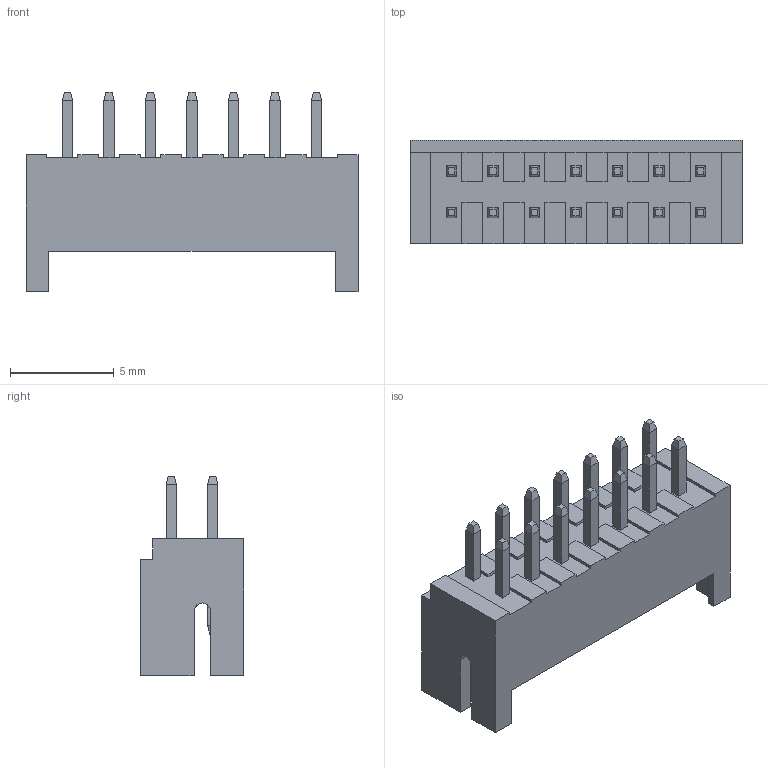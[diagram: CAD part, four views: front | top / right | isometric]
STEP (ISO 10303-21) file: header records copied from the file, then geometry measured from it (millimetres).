
FILE_DESCRIPTION(('OneSpaceDesigner STEP Export'),'2;1');
FILE_NAME('DF11-14DP-2DSA.stp','2007-03-22T 9:42:33',(''),(''),'OneSpace Designer STEP processor (Jan. 2003) for AP214(CD)(Solid Model)','OneSpace Designer 12.00 10-Sep-2003 (C) CoCreate Software GmbH','');
FILE_SCHEMA(('AUTOMOTIVE_DESIGN_CC2 {1 2 10303 214 -1 1 5 1}'));
Length unit declared in the file: millimetre
Products named in the file (2): DF11-14DP-2DSAÈª
Assembly tree (1 placements, depth 2):
  DF11-14DP-2DSAÈª
    DF11-14DP-2DSAÈª
Bounding box: 16 x 5 x 9.6 mm (x, y, z)
Volume: 200.2 mm3; surface area: 685.4 mm2
Topology: 1 solids, 1 shells, 332 faces, 794 edges, 492 vertices
Faces by surface type: plane 328, bspline 4
Entity records: 9109 total; most frequent: CARTESIAN_POINT 1926, ORIENTED_EDGE 1588, DIRECTION 1242, EDGE_CURVE 794, VECTOR 714, LINE 714, VERTEX_POINT 492, EDGE_LOOP 360
